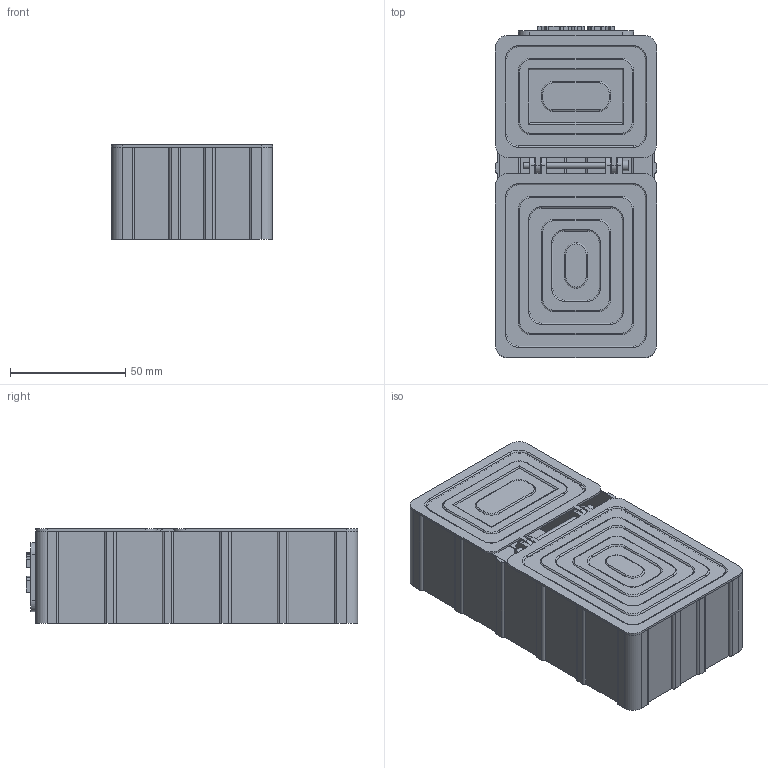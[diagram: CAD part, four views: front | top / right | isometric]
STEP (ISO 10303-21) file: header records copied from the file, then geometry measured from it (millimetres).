
FILE_DESCRIPTION(('STEP AP242'), '1');
FILE_NAME('Ñáîðêà Êîðîáêà äëÿ âèíòîâ v2', '', ('UNSPECIFIED'), ('UNSPECIFIED'), 'C3D Converter', 'C3D Toolkit', '');
FILE_SCHEMA(('AP242_MANAGED_MODEL_BASED_3D_ENGINEERING_MIM_LF { 1 0 10303 442 1 1 4 }'));
Length unit declared in the file: millimetre
Assembly tree (5 placements, depth 2):
  (unnamed)
    (unnamed)
    (unnamed)
    (unnamed)
    (unnamed)
    (unnamed)
Bounding box: 70 x 144 x 41 mm (x, y, z)
Volume: 33941.5 mm3; surface area: 76783.2 mm2
Topology: 5 solids, 5 shells, 466 faces, 1272 edges, 848 vertices
Faces by surface type: plane 216, cylinder 138, torus 56, extrusion 56
Full cylindrical faces by diameter (mm): 3 x6, 5 x8
Entity records: 15216 total; most frequent: CARTESIAN_POINT 2926, ORIENTED_EDGE 2516, DIRECTION 2410, EDGE_CURVE 1258, VERTEX_POINT 848, VECTOR 818, AXIS2_PLACEMENT_3D 796, LINE 762
